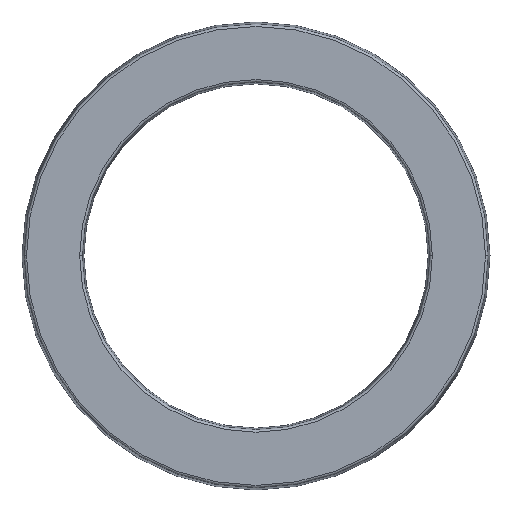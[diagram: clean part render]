
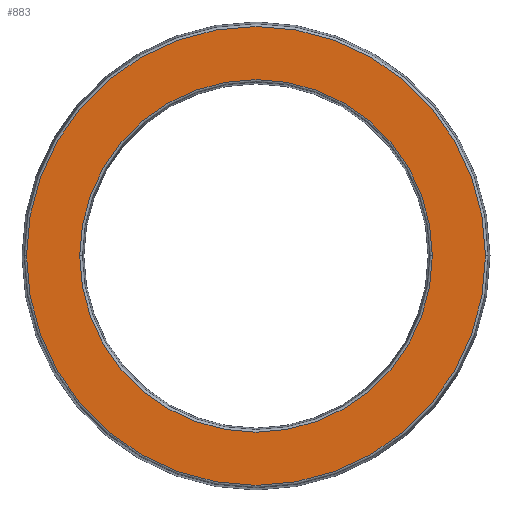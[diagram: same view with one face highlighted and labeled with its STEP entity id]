
A CAD part, top view. The second image highlights one B-rep face of the part: STEP entity #883.
In plain terms, the highlighted planar face has unit normal (0, 0, 1).
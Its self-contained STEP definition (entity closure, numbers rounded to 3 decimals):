
#17 = AXIS2_PLACEMENT_3D ( 'NONE', #79, #606, #160 ) ;
#23 = DIRECTION ( 'NONE',  ( -1., 0., 0. ) ) ;
#79 = CARTESIAN_POINT ( 'NONE',  ( 0., 0., 0. ) ) ;
#99 = CARTESIAN_POINT ( 'NONE',  ( 36.644, 0., 0. ) ) ;
#116 = EDGE_CURVE ( 'NONE', #145, #450, #228, .T. ) ;
#145 = VERTEX_POINT ( 'NONE', #921 ) ;
#160 = DIRECTION ( 'NONE',  ( -1., 0., 0. ) ) ;
#169 = CARTESIAN_POINT ( 'NONE',  ( 0., 0., 0. ) ) ;
#205 = ORIENTED_EDGE ( 'NONE', *, *, #455, .T. ) ;
#225 = EDGE_LOOP ( 'NONE', ( #291, #277 ) ) ;
#228 = CIRCLE ( 'NONE', #904, 47.695 ) ;
#245 = DIRECTION ( 'NONE',  ( -1., 0., 0. ) ) ;
#277 = ORIENTED_EDGE ( 'NONE', *, *, #305, .T. ) ;
#282 = CARTESIAN_POINT ( 'NONE',  ( -36.644, 0., 0. ) ) ;
#291 = ORIENTED_EDGE ( 'NONE', *, *, #806, .T. ) ;
#292 = EDGE_LOOP ( 'NONE', ( #205, #530 ) ) ;
#305 = EDGE_CURVE ( 'NONE', #401, #608, #910, .T. ) ;
#324 = CARTESIAN_POINT ( 'NONE',  ( -36.169, 0., 0. ) ) ;
#394 = AXIS2_PLACEMENT_3D ( 'NONE', #324, #481, #23 ) ;
#401 = VERTEX_POINT ( 'NONE', #99 ) ;
#409 = CARTESIAN_POINT ( 'NONE',  ( 0., 0., 0. ) ) ;
#411 = PLANE ( 'NONE',  #394 ) ;
#421 = DIRECTION ( 'NONE',  ( 0., 0., 1. ) ) ;
#450 = VERTEX_POINT ( 'NONE', #632 ) ;
#455 = EDGE_CURVE ( 'NONE', #450, #145, #624, .T. ) ;
#477 = DIRECTION ( 'NONE',  ( -1., 0., 0. ) ) ;
#481 = DIRECTION ( 'NONE',  ( 0., 0., -1. ) ) ;
#517 = FACE_BOUND ( 'NONE', #225, .T. ) ;
#530 = ORIENTED_EDGE ( 'NONE', *, *, #116, .T. ) ;
#606 = DIRECTION ( 'NONE',  ( 0., 0., -1. ) ) ;
#608 = VERTEX_POINT ( 'NONE', #282 ) ;
#624 = CIRCLE ( 'NONE', #876, 47.695 ) ;
#632 = CARTESIAN_POINT ( 'NONE',  ( -47.695, 0., 0. ) ) ;
#686 = DIRECTION ( 'NONE',  ( 0., 0., -1. ) ) ;
#761 = CIRCLE ( 'NONE', #896, 36.644 ) ;
#806 = EDGE_CURVE ( 'NONE', #608, #401, #761, .T. ) ;
#855 = CARTESIAN_POINT ( 'NONE',  ( 0., 0., 0. ) ) ;
#876 = AXIS2_PLACEMENT_3D ( 'NONE', #855, #421, #931 ) ;
#883 = ADVANCED_FACE ( 'NONE', ( #517, #886 ), #411, .F. ) ;
#886 = FACE_OUTER_BOUND ( 'NONE', #292, .T. ) ;
#896 = AXIS2_PLACEMENT_3D ( 'NONE', #169, #686, #245 ) ;
#904 = AXIS2_PLACEMENT_3D ( 'NONE', #409, #916, #477 ) ;
#910 = CIRCLE ( 'NONE', #17, 36.644 ) ;
#916 = DIRECTION ( 'NONE',  ( 0., 0., 1. ) ) ;
#921 = CARTESIAN_POINT ( 'NONE',  ( 47.695, 0., 0. ) ) ;
#931 = DIRECTION ( 'NONE',  ( -1., 0., 0. ) ) ;
